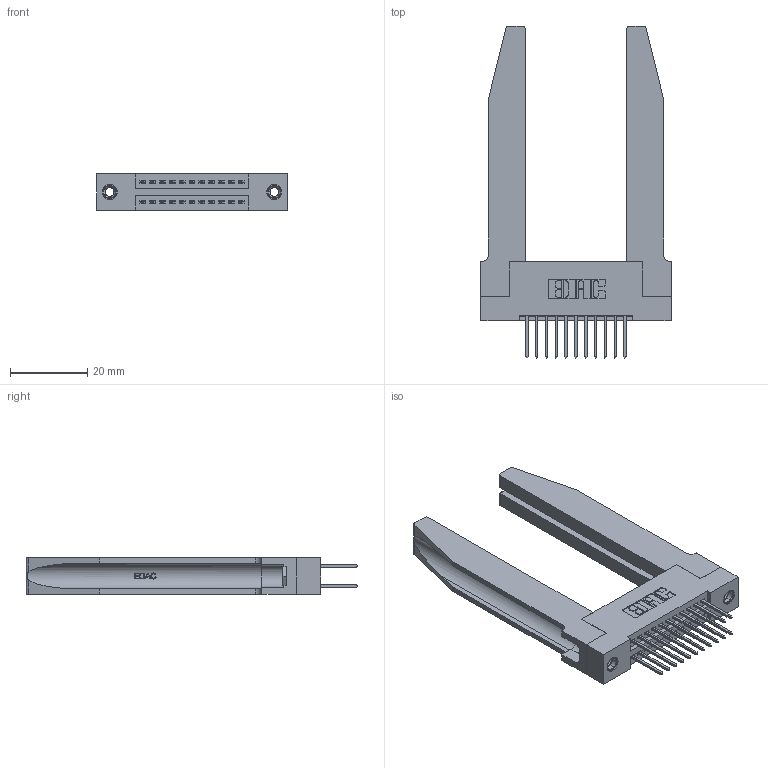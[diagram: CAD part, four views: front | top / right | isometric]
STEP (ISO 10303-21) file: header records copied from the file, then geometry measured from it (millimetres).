
FILE_DESCRIPTION (( 'STEP AP203' ), '1' );
FILE_NAME ('345-022-523-278.STEP', '2019-10-27T10:29:14', ( '' ), ( '' ), 'SwSTEP 2.0', 'SolidWorks 2016', '' );
FILE_SCHEMA (( 'CONFIG_CONTROL_DESIGN' ));
Length unit declared in the file: inch
Products named in the file (5): 345-220-078_345-220-078; 345-250-001_345-250-001-102; 345-022-523-278; 345-292-001_345-293-123; 345 Part_Flush Mounting Lugs - 0.156 Dia-TH
Assembly tree (27 placements, depth 2):
  345-022-523-278
    345 Part_Flush Mounting Lugs - 0.156 Dia-TH
    345-292-001_345-293-123  x22
    345-250-001_345-250-001-102  x2
    345-220-078_345-220-078  x2
Bounding box: 49.17 x 85.78 x 9.4 mm (x, y, z)
Volume: 12304.6 mm3; surface area: 13142.6 mm2
Topology: 27 solids, 27 shells, 1460 faces, 4227 edges, 2778 vertices
Faces by surface type: plane 948, cylinder 460, bspline 36, cone 12, torus 4
Entity records: 17562 total; most frequent: CARTESIAN_POINT 3891, ORIENTED_EDGE 2722, DIRECTION 2463, EDGE_CURVE 1361, LINE 1091, VECTOR 1091, VERTEX_POINT 900, AXIS2_PLACEMENT_3D 686
